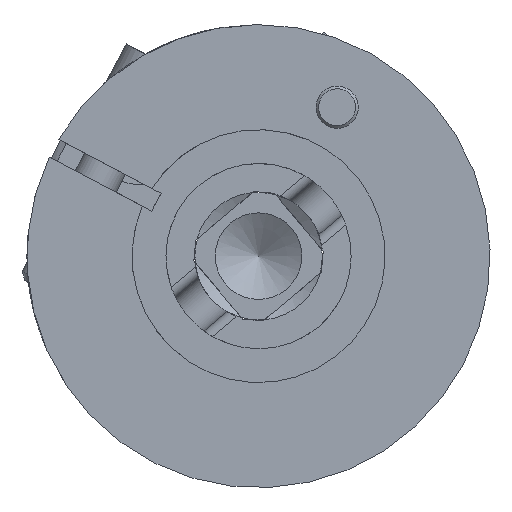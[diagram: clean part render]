
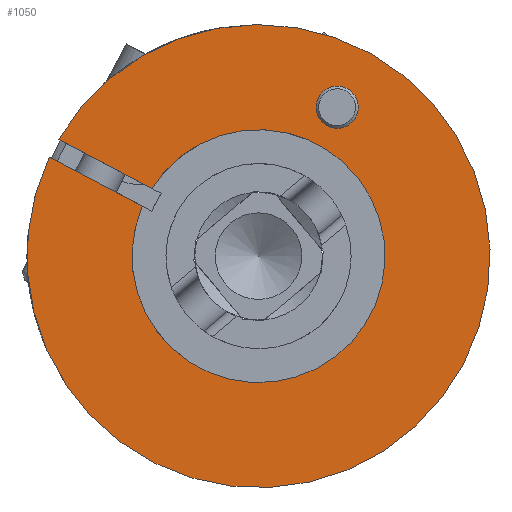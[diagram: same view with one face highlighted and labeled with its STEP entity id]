
A CAD part, left-side view. The second image highlights one B-rep face of the part: STEP entity #1050.
In plain terms, the highlighted planar face has unit normal (-1, 0, 0).
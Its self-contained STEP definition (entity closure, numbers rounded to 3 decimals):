
#237=CARTESIAN_POINT('',(0.,0.,14.286));
#238=VERTEX_POINT('',#237);
#239=CARTESIAN_POINT('',(0.,0.,12.7));
#240=DIRECTION('',(1.0,0.0,0.0));
#241=DIRECTION('',(0.0,0.0,1.0));
#242=AXIS2_PLACEMENT_3D('',#239,#240,#241);
#243=CIRCLE('',#242,1.586);
#244=EDGE_CURVE('',#238,#238,#243,.T.);
#742=CARTESIAN_POINT('',(0.,17.446,-0.762));
#743=VERTEX_POINT('',#742);
#750=CARTESIAN_POINT('',(0.0,9.507,-0.762));
#751=VERTEX_POINT('',#750);
#752=CARTESIAN_POINT('',(0.,9.507,-0.762));
#753=DIRECTION('',(0.0,1.0,0.0));
#754=VECTOR('',#753,7.939);
#755=LINE('',#752,#754);
#756=EDGE_CURVE('',#751,#743,#755,.T.);
#862=CARTESIAN_POINT('',(0.0,9.507,0.762));
#863=VERTEX_POINT('',#862);
#870=CARTESIAN_POINT('',(0.,17.446,0.762));
#871=VERTEX_POINT('',#870);
#872=CARTESIAN_POINT('',(0.,17.446,0.762));
#873=DIRECTION('',(0.0,-1.0,0.0));
#874=VECTOR('',#873,7.939);
#875=LINE('',#872,#874);
#876=EDGE_CURVE('',#871,#863,#875,.T.);
#1005=CARTESIAN_POINT('',(0.,0.,0.0));
#1006=DIRECTION('',(1.0,0.0,0.0));
#1007=DIRECTION('',(0.0,-1.0,0.0));
#1008=AXIS2_PLACEMENT_3D('',#1005,#1006,#1007);
#1009=CIRCLE('',#1008,9.538);
#1010=EDGE_CURVE('',#863,#751,#1009,.T.);
#1030=CARTESIAN_POINT('',(0.0,8.731,0.0));
#1031=DIRECTION('',(-1.0,0.0,0.0));
#1032=DIRECTION('',(0.0,0.0,1.0));
#1033=AXIS2_PLACEMENT_3D('',#1030,#1031,#1032);
#1034=PLANE('',#1033);
#1035=ORIENTED_EDGE('',*,*,#756,.T.);
#1036=CARTESIAN_POINT('',(0.,0.,0.0));
#1037=DIRECTION('',(1.0,0.0,0.0));
#1038=DIRECTION('',(0.0,1.0,0.0));
#1039=AXIS2_PLACEMENT_3D('',#1036,#1037,#1038);
#1040=CIRCLE('',#1039,17.462);
#1041=EDGE_CURVE('',#871,#743,#1040,.T.);
#1042=ORIENTED_EDGE('',*,*,#1041,.F.);
#1043=ORIENTED_EDGE('',*,*,#876,.T.);
#1044=ORIENTED_EDGE('',*,*,#1010,.T.);
#1045=EDGE_LOOP('',(#1035,#1042,#1043,#1044));
#1046=FACE_OUTER_BOUND('',#1045,.T.);
#1047=ORIENTED_EDGE('',*,*,#244,.T.);
#1048=EDGE_LOOP('',(#1047));
#1049=FACE_BOUND('',#1048,.T.);
#1050=ADVANCED_FACE('',(#1046,#1049),#1034,.T.);
